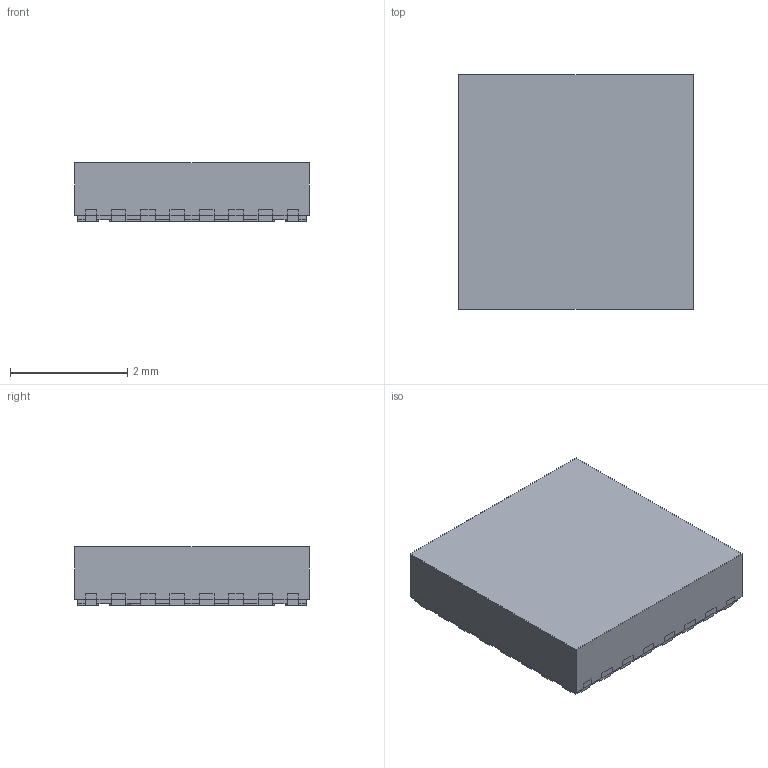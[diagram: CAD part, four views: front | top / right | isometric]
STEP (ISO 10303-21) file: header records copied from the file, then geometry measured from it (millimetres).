
FILE_DESCRIPTION((''),'2;1');
FILE_NAME('RGE0024K_ASM','2017-03-20T',('a0412025'),(''),'CREO PARAMETRIC BY PTC INC, 2016050','CREO PARAMETRIC BY PTC INC, 2016050','');
FILE_SCHEMA(('AUTOMOTIVE_DESIGN { 1 0 10303 214 1 1 1 1 }'));
Length unit declared in the file: millimetre
Products named in the file (4): BODY-QFN_AF0; FRAME-RGE0024K_AF0; PIN1-ID; RGE0024K_ASM
Assembly tree (3 placements, depth 2):
  RGE0024K_ASM
    BODY-QFN_AF0
    FRAME-RGE0024K_AF0
    PIN1-ID
Bounding box: 4 x 4 x 1 mm (x, y, z)
Volume: 15.8 mm3; surface area: 85.1 mm2
Topology: 30 solids, 30 shells, 457 faces, 1182 edges, 788 vertices
Faces by surface type: plane 409, cylinder 48
Entity records: 18129 total; most frequent: CARTESIAN_POINT 2441, ORIENTED_EDGE 2364, DIRECTION 2206, PRESENTATION_STYLE_ASSIGNMENT 1242, STYLED_ITEM 1212, CURVE_STYLE 1182, EDGE_CURVE 1182, VECTOR 1086
